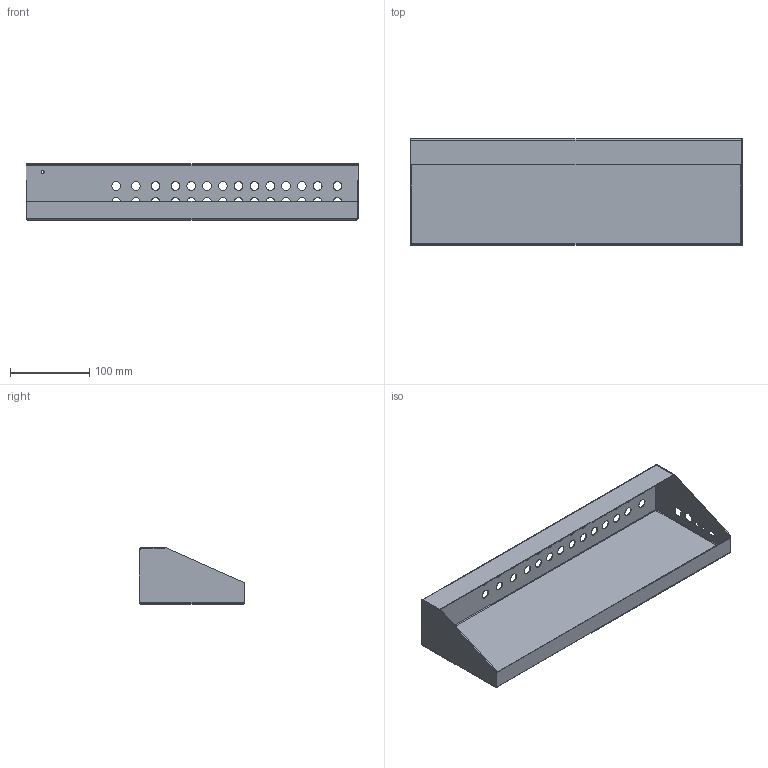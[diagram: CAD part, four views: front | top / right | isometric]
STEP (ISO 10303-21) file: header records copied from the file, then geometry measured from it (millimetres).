
FILE_DESCRIPTION(('FreeCAD Model'),'2;1');
FILE_NAME('Open CASCADE Shape Model','2023-01-17T21:14:49',(''),(''), 'Open CASCADE STEP processor 7.6','FreeCAD','Unknown');
FILE_SCHEMA(('AUTOMOTIVE_DESIGN { 1 0 10303 214 1 1 1 1 }'));
Length unit declared in the file: millimetre
Products named in the file (1): Body006
Bounding box: 420 x 134 x 71 mm (x, y, z)
Volume: 118443.2 mm3; surface area: 239606.4 mm2
Topology: 1 solids, 1 shells, 99 faces, 251 edges, 154 vertices
Faces by surface type: plane 54, cylinder 45
Full cylindrical faces by diameter (mm): 4 x2, 6 x2, 11 x28, 12 x1
Entity records: 3117 total; most frequent: DIRECTION 541, CARTESIAN_POINT 505, ORIENTED_EDGE 502, EDGE_CURVE 251, AXIS2_PLACEMENT_3D 190, FACE_BOUND 169, EDGE_LOOP 169, LINE 161
